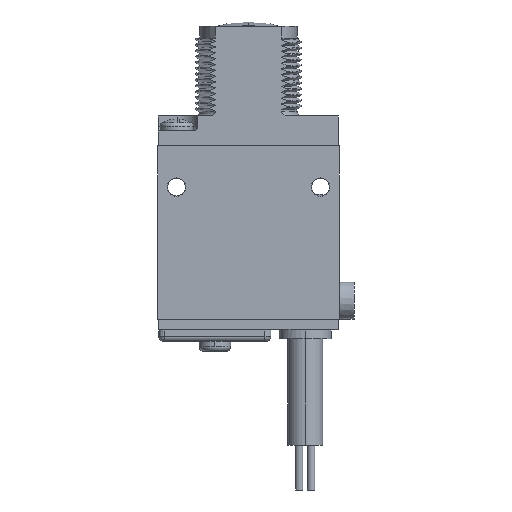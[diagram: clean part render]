
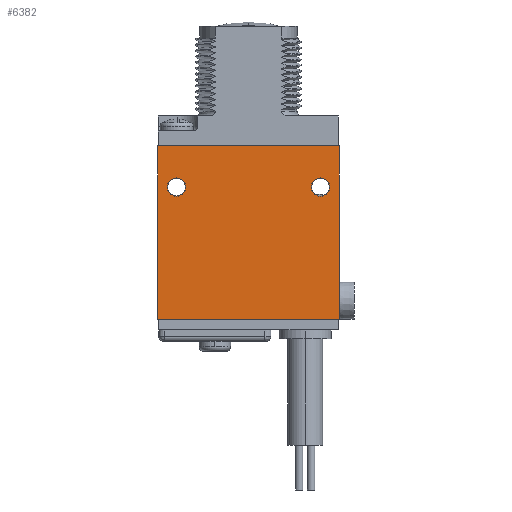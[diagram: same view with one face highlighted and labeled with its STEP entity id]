
A CAD part, left-side view. The second image highlights one B-rep face of the part: STEP entity #6382.
In plain terms, the highlighted planar face has unit normal (-1, 0, 0).
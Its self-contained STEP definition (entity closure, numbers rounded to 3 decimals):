
#1=DIRECTION('',(0.,-1.,0.));
#2=VECTOR('',#1,0.127);
#3=CARTESIAN_POINT('',(-6.02,0.127,0.));
#4=LINE('',#3,#2);
#5=DIRECTION('',(0.,0.,-1.));
#6=VECTOR('',#5,29.464);
#7=CARTESIAN_POINT('',(-6.02,0.,0.));
#8=LINE('',#7,#6);
#9=DIRECTION('',(0.,1.,0.));
#10=VECTOR('',#9,30.785);
#11=CARTESIAN_POINT('',(-6.02,0.,-29.464));
#12=LINE('',#11,#10);
#13=DIRECTION('',(0.,0.,1.));
#14=VECTOR('',#13,29.464);
#15=CARTESIAN_POINT('',(-6.02,30.785,-29.464));
#16=LINE('',#15,#14);
#17=DIRECTION('',(0.,-1.,0.));
#18=VECTOR('',#17,0.076);
#19=CARTESIAN_POINT('',(-6.02,30.785,0.));
#20=LINE('',#19,#18);
#21=DIRECTION('',(0.,1.,0.));
#22=VECTOR('',#21,30.582);
#23=CARTESIAN_POINT('',(-6.02,0.127,0.));
#24=LINE('',#23,#22);
#25=CARTESIAN_POINT('',(-6.02,27.61,-6.985));
#26=DIRECTION('',(1.,0.,0.));
#27=DIRECTION('',(0.,0.,-1.));
#28=AXIS2_PLACEMENT_3D('',#25,#26,#27);
#30=CARTESIAN_POINT('',(-6.02,27.61,-6.985));
#31=DIRECTION('',(1.,0.,0.));
#32=DIRECTION('',(0.,0.,1.));
#33=AXIS2_PLACEMENT_3D('',#30,#31,#32);
#35=CARTESIAN_POINT('',(-6.02,3.175,-6.985));
#36=DIRECTION('',(1.,0.,0.));
#37=DIRECTION('',(0.,0.,-1.));
#38=AXIS2_PLACEMENT_3D('',#35,#36,#37);
#40=CARTESIAN_POINT('',(-6.02,3.175,-6.985));
#41=DIRECTION('',(1.,0.,0.));
#42=DIRECTION('',(0.,0.,1.));
#43=AXIS2_PLACEMENT_3D('',#40,#41,#42);
#5627=CARTESIAN_POINT('',(-6.02,0.,0.));
#5628=CARTESIAN_POINT('',(-6.02,0.,-29.464));
#5629=VERTEX_POINT('',#5627);
#5630=VERTEX_POINT('',#5628);
#5631=CARTESIAN_POINT('',(-6.02,30.785,-29.464));
#5632=VERTEX_POINT('',#5631);
#5633=CARTESIAN_POINT('',(-6.02,30.785,0.));
#5634=VERTEX_POINT('',#5633);
#5643=CARTESIAN_POINT('',(-6.02,27.61,-8.535));
#5644=CARTESIAN_POINT('',(-6.02,27.61,-5.435));
#5645=VERTEX_POINT('',#5643);
#5646=VERTEX_POINT('',#5644);
#5647=CARTESIAN_POINT('',(-6.02,3.175,-8.535));
#5648=CARTESIAN_POINT('',(-6.02,3.175,-5.435));
#5649=VERTEX_POINT('',#5647);
#5650=VERTEX_POINT('',#5648);
#6055=CARTESIAN_POINT('',(-6.02,0.127,0.));
#6056=CARTESIAN_POINT('',(-6.02,30.709,0.));
#6057=VERTEX_POINT('',#6055);
#6058=VERTEX_POINT('',#6056);
#6351=CARTESIAN_POINT('',(-6.02,0.,0.));
#6352=DIRECTION('',(1.,0.,0.));
#6353=DIRECTION('',(0.,0.,-1.));
#6354=AXIS2_PLACEMENT_3D('',#6351,#6352,#6353);
#6355=PLANE('',#6354);
#6357=ORIENTED_EDGE('',*,*,#6356,.T.);
#6359=ORIENTED_EDGE('',*,*,#6358,.T.);
#6361=ORIENTED_EDGE('',*,*,#6360,.T.);
#6363=ORIENTED_EDGE('',*,*,#6362,.T.);
#6365=ORIENTED_EDGE('',*,*,#6364,.T.);
#6367=ORIENTED_EDGE('',*,*,#6366,.F.);
#6368=EDGE_LOOP('',(#6357,#6359,#6361,#6363,#6365,#6367));
#6369=FACE_OUTER_BOUND('',#6368,.F.);
#6371=ORIENTED_EDGE('',*,*,#6370,.F.);
#6373=ORIENTED_EDGE('',*,*,#6372,.F.);
#6374=EDGE_LOOP('',(#6371,#6373));
#6375=FACE_BOUND('',#6374,.F.);
#6377=ORIENTED_EDGE('',*,*,#6376,.F.);
#6379=ORIENTED_EDGE('',*,*,#6378,.F.);
#6380=EDGE_LOOP('',(#6377,#6379));
#6381=FACE_BOUND('',#6380,.F.);
#6382=ADVANCED_FACE('',(#6369,#6375,#6381),#6355,.F.);
#29=CIRCLE('',#28,1.55);
#34=CIRCLE('',#33,1.55);
#39=CIRCLE('',#38,1.55);
#44=CIRCLE('',#43,1.55);
#6356=EDGE_CURVE('',#6057,#5629,#4,.T.);
#6358=EDGE_CURVE('',#5629,#5630,#8,.T.);
#6360=EDGE_CURVE('',#5630,#5632,#12,.T.);
#6362=EDGE_CURVE('',#5632,#5634,#16,.T.);
#6364=EDGE_CURVE('',#5634,#6058,#20,.T.);
#6366=EDGE_CURVE('',#6057,#6058,#24,.T.);
#6370=EDGE_CURVE('',#5645,#5646,#29,.T.);
#6372=EDGE_CURVE('',#5646,#5645,#34,.T.);
#6376=EDGE_CURVE('',#5649,#5650,#39,.T.);
#6378=EDGE_CURVE('',#5650,#5649,#44,.T.);
